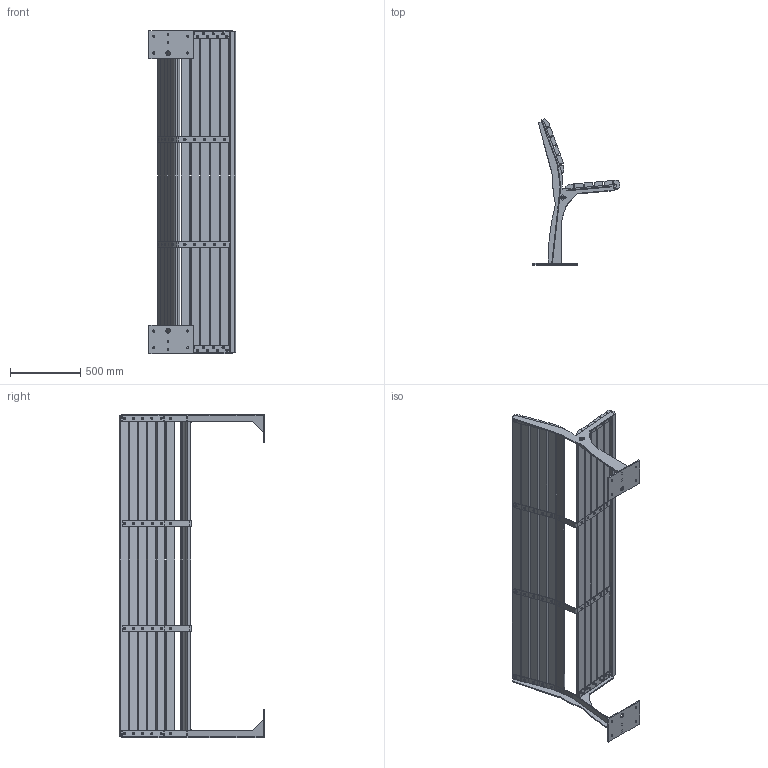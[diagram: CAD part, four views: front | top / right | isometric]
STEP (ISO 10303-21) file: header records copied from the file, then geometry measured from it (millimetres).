
FILE_DESCRIPTION (( 'STEP AP203' ), '1' );
FILE_NAME ('GRBE_2300SB.STEP', '2021-03-15T15:01:15', ( '' ), ( '' ), 'SwSTEP 2.0', 'SolidWorks 2020', '' );
FILE_SCHEMA (( 'CONFIG_CONTROL_DESIGN' ));
Length unit declared in the file: millimetre
Products named in the file (19): GRBE_Wood_2_2300; GRBE-2300 Leg Reinf R; GRBE-2300 Leg Reinf L; GRBE Seat Reinf_M; GRBE Base Reinf Middle; GRBE-2300 Seat Reinf R; FURNS Brandtag sticker; GRBE-2300 Base L; GRBE-2300 Leg L_GRBE Leg L; GRBE-2300 Leg R_GRBE Leg R; GRBE-2300 Seat Reinf L; GRBE-2300 Base R; GRBE Seat Reinf MEnd; GRBE_2300SB; GRBE_Wood_1_2300; GRBE-2300 Ground plate; GRBE-2300 Seat Reinf; GRBE_Wood_3_2300
Assembly tree (31 placements, depth 3):
  GRBE_2300SB
    GRBE-2300 Base L
      GRBE-2300 Leg L_GRBE Leg L
      GRBE-2300 Leg Reinf L
      GRBE-2300 Ground plate
      GRBE-2300 Seat Reinf
      GRBE-2300 Seat Reinf L
    GRBE-2300 Base R
      GRBE-2300 Ground plate
      GRBE-2300 Leg R_GRBE Leg R
      GRBE-2300 Leg Reinf R
      GRBE-2300 Seat Reinf
      GRBE-2300 Seat Reinf R
    GRBE Base Reinf Middle
      GRBE Seat Reinf_M
      GRBE Seat Reinf MEnd
    GRBE Base Reinf Middle
      GRBE Seat Reinf_M
      GRBE Seat Reinf MEnd
    GRBE_Wood_1_2300  x3
    GRBE_Wood_2_2300  x8
    GRBE_Wood_3_2300
    FURNS Brandtag sticker
Bounding box: 622.85 x 1037.57 x 2300.15 mm (x, y, z)
Volume: 66830689.9 mm3; surface area: 6546086.7 mm2
Topology: 27 solids, 27 shells, 991 faces, 2563 edges, 1646 vertices
Faces by surface type: plane 531, cylinder 250, cone 124, bspline 86
Entity records: 26280 total; most frequent: CARTESIAN_POINT 5286, ORIENTED_EDGE 3966, DIRECTION 3639, EDGE_CURVE 1983, LINE 1389, VECTOR 1389, VERTEX_POINT 1280, AXIS2_PLACEMENT_3D 1125
